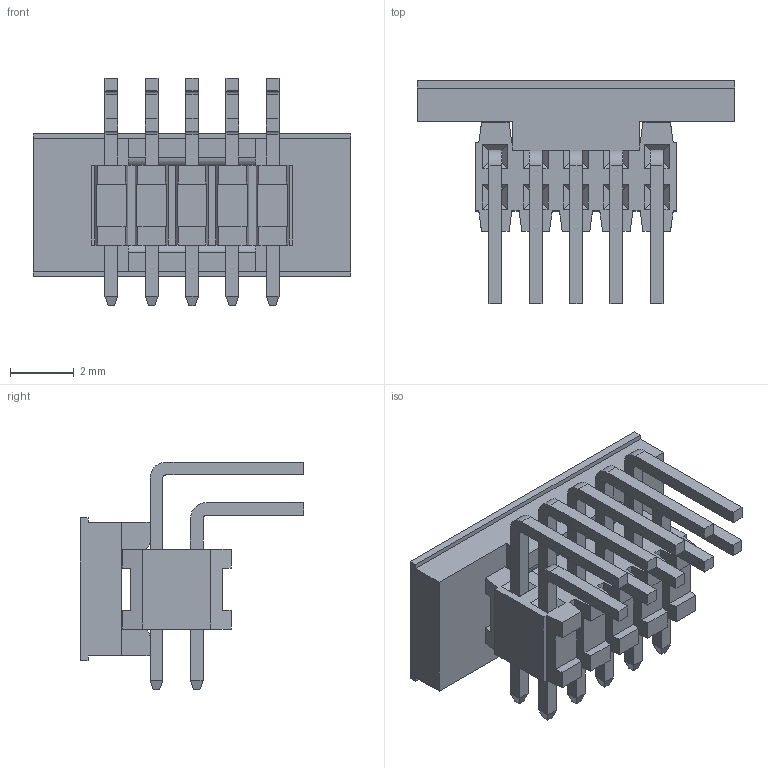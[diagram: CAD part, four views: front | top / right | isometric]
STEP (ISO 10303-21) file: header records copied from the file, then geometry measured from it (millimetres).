
FILE_DESCRIPTION(/* description */ (''),/* implementation_level */ '2;1');
FILE_NAME(/* name */ '7076-4-20-010-XX-00-PP.stp',/* time_stamp */ '2025-05-20T08:28:04+02:00',/* author */ ('andreas.larin'),/* organization */ (''),/* preprocessor_version */ 'ST-DEVELOPER v20',/* originating_system */ 'Autodesk Inventor 2025',/* authorisation */ '');
FILE_SCHEMA (('AUTOMOTIVE_DESIGN { 1 0 10303 214 3 1 1 }'));
Length unit declared in the file: millimetre
Products named in the file (3): 7076-4-20-010-XX-00-XX; 7076-4-20-010-XX-00-XX_1; 7076-CAP
Assembly tree (2 placements, depth 2):
  7076-4-20-010-XX-00-XX
    7076-4-20-010-XX-00-XX_1
    7076-CAP
Bounding box: 10 x 7.04 x 7.16 mm (x, y, z)
Volume: 119.8 mm3; surface area: 378 mm2
Topology: 2 solids, 2 shells, 326 faces, 826 edges, 524 vertices
Faces by surface type: plane 304, cylinder 22
Entity records: 9965 total; most frequent: CARTESIAN_POINT 1681, ORIENTED_EDGE 1652, DIRECTION 1532, EDGE_CURVE 826, LINE 782, VECTOR 782, VERTEX_POINT 524, AXIS2_PLACEMENT_3D 375
